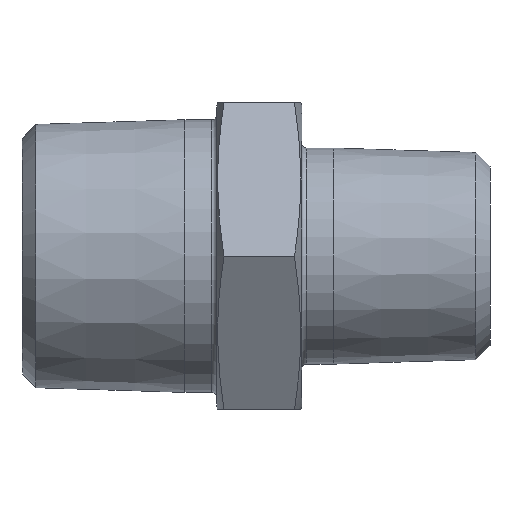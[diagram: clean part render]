
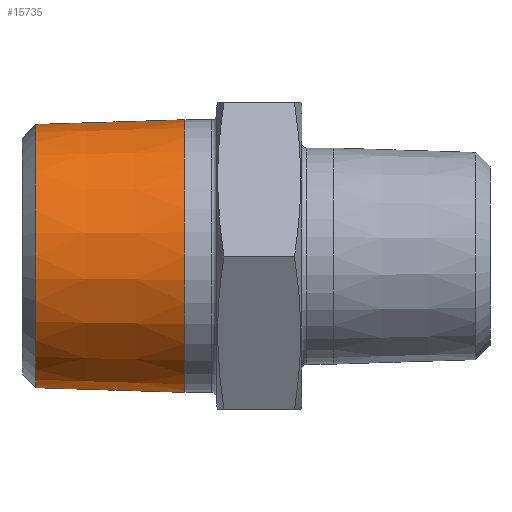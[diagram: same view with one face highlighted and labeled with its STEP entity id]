
A CAD part, front view. The second image highlights one B-rep face of the part: STEP entity #15735.
In plain terms, the highlighted conical face has half-angle 1.79 degrees and reference radius 8.331 mm.
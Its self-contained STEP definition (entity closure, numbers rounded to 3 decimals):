
#57 = DIRECTION ( 'NONE',  ( -1., 0., 0. ) ) ;
#740 = AXIS2_PLACEMENT_3D ( 'NONE', #10004, #57, #17162 ) ;
#1361 = CIRCLE ( 'NONE', #740, 8.447 ) ;
#1977 = EDGE_CURVE ( 'NONE', #10510, #10510, #3330, .T. ) ;
#3330 = CIRCLE ( 'NONE', #9661, 8.158 ) ;
#3787 = VERTEX_POINT ( 'NONE', #15459 ) ;
#6240 = CONICAL_SURFACE ( 'NONE', #6542, 8.331, 0.031 ) ;
#6542 = AXIS2_PLACEMENT_3D ( 'NONE', #8539, #11540, #8637 ) ;
#8100 = DIRECTION ( 'NONE',  ( 0., 0., 1. ) ) ;
#8367 = DIRECTION ( 'NONE',  ( 1., 0., 0. ) ) ;
#8539 = CARTESIAN_POINT ( 'NONE',  ( 6.4, 0., 0. ) ) ;
#8637 = DIRECTION ( 'NONE',  ( 0., 0., -1. ) ) ;
#9661 = AXIS2_PLACEMENT_3D ( 'NONE', #13914, #8367, #8100 ) ;
#10004 = CARTESIAN_POINT ( 'NONE',  ( 10.1, 0., 0. ) ) ;
#10052 = EDGE_LOOP ( 'NONE', ( #18770 ) ) ;
#10510 = VERTEX_POINT ( 'NONE', #16344 ) ;
#11010 = EDGE_LOOP ( 'NONE', ( #15697 ) ) ;
#11146 = EDGE_CURVE ( 'NONE', #3787, #3787, #1361, .T. ) ;
#11540 = DIRECTION ( 'NONE',  ( 1., 0., 0. ) ) ;
#13914 = CARTESIAN_POINT ( 'NONE',  ( 0.86, 0., 0. ) ) ;
#15459 = CARTESIAN_POINT ( 'NONE',  ( 10.1, 0., 8.447 ) ) ;
#15578 = FACE_BOUND ( 'NONE', #11010, .T. ) ;
#15697 = ORIENTED_EDGE ( 'NONE', *, *, #1977, .T. ) ;
#15735 = ADVANCED_FACE ( 'NONE', ( #15578, #15772 ), #6240, .T. ) ;
#15772 = FACE_OUTER_BOUND ( 'NONE', #10052, .T. ) ;
#16344 = CARTESIAN_POINT ( 'NONE',  ( 0.86, 0., 8.158 ) ) ;
#17162 = DIRECTION ( 'NONE',  ( 0., 0., 1. ) ) ;
#18770 = ORIENTED_EDGE ( 'NONE', *, *, #11146, .T. ) ;
